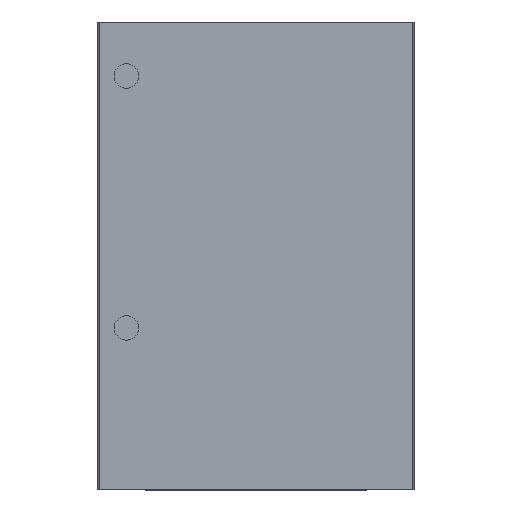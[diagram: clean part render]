
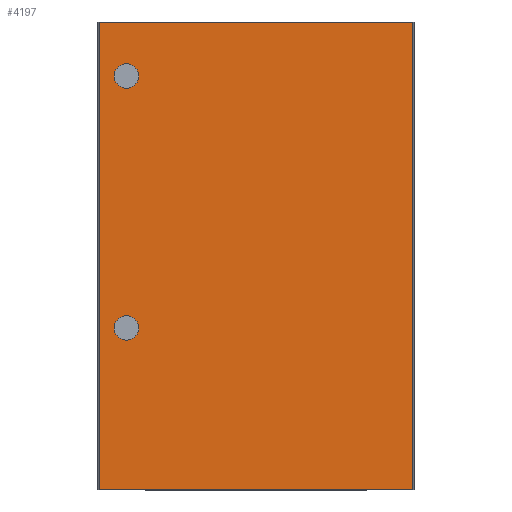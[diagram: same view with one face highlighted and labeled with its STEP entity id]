
A CAD part, top view. The second image highlights one B-rep face of the part: STEP entity #4197.
In plain terms, the highlighted planar face has unit normal (0, 0, 1).
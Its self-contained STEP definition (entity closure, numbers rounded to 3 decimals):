
#24 = VERTEX_POINT('',#25);
#25 = CARTESIAN_POINT('',(-9.,-5.85,6.616));
#31 = EDGE_CURVE('',#32,#24,#34,.T.);
#32 = VERTEX_POINT('',#33);
#33 = CARTESIAN_POINT('',(-9.,-4.15,6.616));
#34 = CIRCLE('',#35,0.85);
#35 = AXIS2_PLACEMENT_3D('',#36,#37,#38);
#36 = CARTESIAN_POINT('',(-9.,-5.,6.616));
#37 = DIRECTION('',(0.,0.,1.));
#38 = DIRECTION('',(0.,-1.,0.));
#66 = VERTEX_POINT('',#67);
#67 = CARTESIAN_POINT('',(-9.,11.65,6.616));
#73 = EDGE_CURVE('',#74,#66,#76,.T.);
#74 = VERTEX_POINT('',#75);
#75 = CARTESIAN_POINT('',(-9.,13.35,6.616));
#76 = CIRCLE('',#77,0.85);
#77 = AXIS2_PLACEMENT_3D('',#78,#79,#80);
#78 = CARTESIAN_POINT('',(-9.,12.5,6.616));
#79 = DIRECTION('',(0.,0.,1.));
#80 = DIRECTION('',(0.,-1.,0.));
#4171 = VERTEX_POINT('',#4172);
#4172 = CARTESIAN_POINT('',(10.9,16.25,6.616));
#4178 = EDGE_CURVE('',#4179,#4171,#4181,.T.);
#4179 = VERTEX_POINT('',#4180);
#4180 = CARTESIAN_POINT('',(10.9,-16.25,6.616));
#4181 = LINE('',#4182,#4183);
#4182 = CARTESIAN_POINT('',(10.9,-16.25,6.616));
#4183 = VECTOR('',#4184,1.);
#4184 = DIRECTION('',(0.,1.,0.));
#4197 = ADVANCED_FACE('',(#4198,#4208,#4218),#4243,.F.);
#4198 = FACE_BOUND('',#4199,.T.);
#4199 = EDGE_LOOP('',(#4200,#4207));
#4200 = ORIENTED_EDGE('',*,*,#4201,.F.);
#4201 = EDGE_CURVE('',#24,#32,#4202,.T.);
#4202 = CIRCLE('',#4203,0.85);
#4203 = AXIS2_PLACEMENT_3D('',#4204,#4205,#4206);
#4204 = CARTESIAN_POINT('',(-9.,-5.,6.616));
#4205 = DIRECTION('',(0.,0.,1.));
#4206 = DIRECTION('',(0.,-1.,0.));
#4207 = ORIENTED_EDGE('',*,*,#31,.F.);
#4208 = FACE_BOUND('',#4209,.T.);
#4209 = EDGE_LOOP('',(#4210,#4217));
#4210 = ORIENTED_EDGE('',*,*,#4211,.F.);
#4211 = EDGE_CURVE('',#66,#74,#4212,.T.);
#4212 = CIRCLE('',#4213,0.85);
#4213 = AXIS2_PLACEMENT_3D('',#4214,#4215,#4216);
#4214 = CARTESIAN_POINT('',(-9.,12.5,6.616));
#4215 = DIRECTION('',(0.,0.,1.));
#4216 = DIRECTION('',(0.,-1.,0.));
#4217 = ORIENTED_EDGE('',*,*,#73,.F.);
#4218 = FACE_BOUND('',#4219,.T.);
#4219 = EDGE_LOOP('',(#4220,#4228,#4236,#4242));
#4220 = ORIENTED_EDGE('',*,*,#4221,.T.);
#4221 = EDGE_CURVE('',#4171,#4222,#4224,.T.);
#4222 = VERTEX_POINT('',#4223);
#4223 = CARTESIAN_POINT('',(-10.9,16.25,6.616));
#4224 = LINE('',#4225,#4226);
#4225 = CARTESIAN_POINT('',(-10.9,16.25,6.616));
#4226 = VECTOR('',#4227,1.);
#4227 = DIRECTION('',(-1.,0.,0.));
#4228 = ORIENTED_EDGE('',*,*,#4229,.F.);
#4229 = EDGE_CURVE('',#4230,#4222,#4232,.T.);
#4230 = VERTEX_POINT('',#4231);
#4231 = CARTESIAN_POINT('',(-10.9,-16.25,6.616));
#4232 = LINE('',#4233,#4234);
#4233 = CARTESIAN_POINT('',(-10.9,-16.25,6.616));
#4234 = VECTOR('',#4235,1.);
#4235 = DIRECTION('',(0.,1.,0.));
#4236 = ORIENTED_EDGE('',*,*,#4237,.F.);
#4237 = EDGE_CURVE('',#4179,#4230,#4238,.T.);
#4238 = LINE('',#4239,#4240);
#4239 = CARTESIAN_POINT('',(-10.9,-16.25,6.616));
#4240 = VECTOR('',#4241,1.);
#4241 = DIRECTION('',(-1.,0.,0.));
#4242 = ORIENTED_EDGE('',*,*,#4178,.T.);
#4243 = PLANE('',#4244);
#4244 = AXIS2_PLACEMENT_3D('',#4245,#4246,#4247);
#4245 = CARTESIAN_POINT('',(-10.9,-16.25,6.616));
#4246 = DIRECTION('',(0.,0.,-1.));
#4247 = DIRECTION('',(1.,0.,0.));
